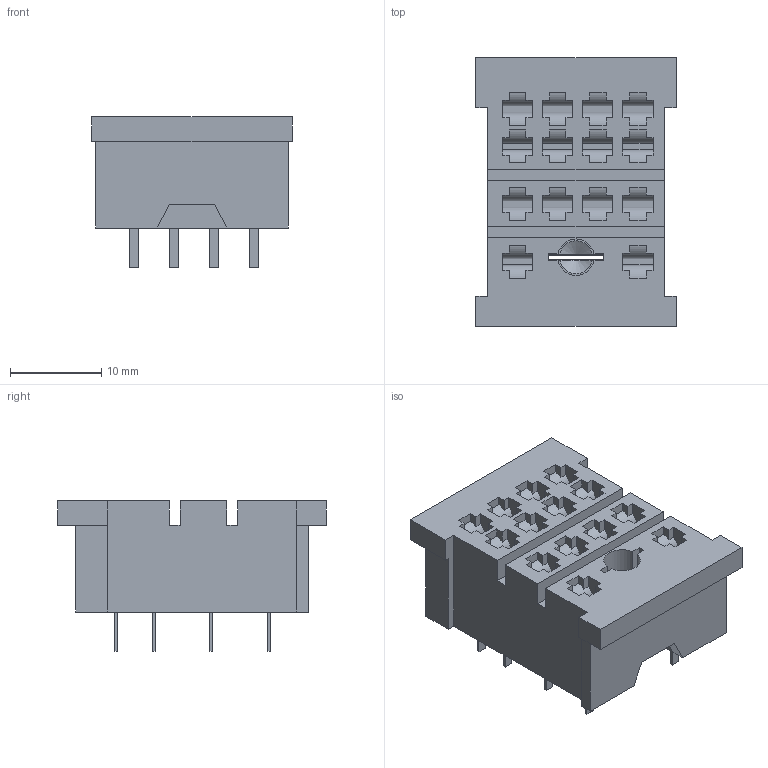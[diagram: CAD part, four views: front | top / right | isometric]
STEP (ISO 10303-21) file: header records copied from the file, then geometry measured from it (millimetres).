
FILE_DESCRIPTION (( 'STEP AP203' ), '1' );
FILE_NAME ('PY14_02.step', '2006-09-19T02:26:13', ( 'OSMC1.0 ' ), ( ' ' ), 'SwSTEP 2.0', 'SolidWorks 2002025', '' );
FILE_SCHEMA (( 'CONFIG_CONTROL_DESIGN' ));
Length unit declared in the file: millimetre
Products named in the file (2): PY14_02; PY14_02_BASE
Assembly tree (1 placements, depth 2):
  PY14_02
    PY14_02_BASE
Bounding box: 22 x 29.5 x 16.5 mm (x, y, z)
Volume: 5641.9 mm3; surface area: 3849.2 mm2
Topology: 1 solids, 1 shells, 362 faces, 994 edges, 662 vertices
Faces by surface type: plane 328, cylinder 32, cone 2
Entity records: 11592 total; most frequent: CARTESIAN_POINT 2056, ORIENTED_EDGE 1988, DIRECTION 1844, EDGE_CURVE 994, LINE 872, VECTOR 872, VERTEX_POINT 662, AXIS2_PLACEMENT_3D 486
